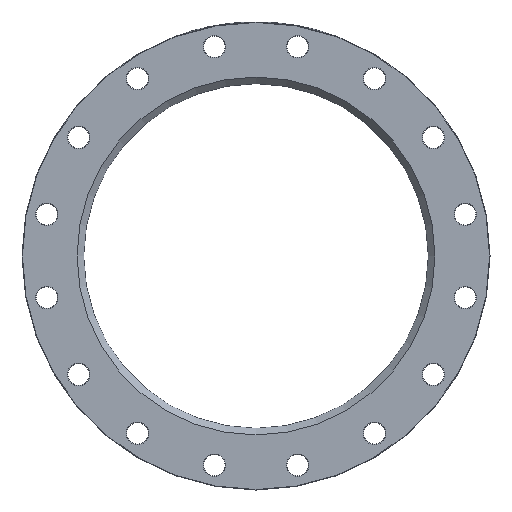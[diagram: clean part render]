
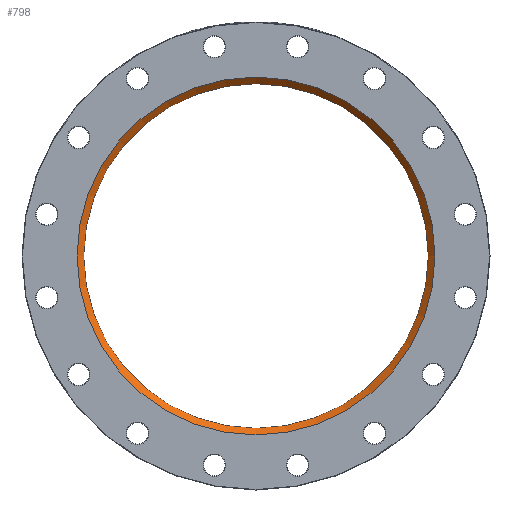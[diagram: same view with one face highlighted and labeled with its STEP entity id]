
A CAD part, left-side view. The second image highlights one B-rep face of the part: STEP entity #798.
In plain terms, the highlighted conical face has half-angle 45 degrees and reference radius 208 mm.
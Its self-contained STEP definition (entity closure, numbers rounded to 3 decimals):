
#220 = FACE_OUTER_BOUND ( 'NONE', #2122, .T. ) ;
#296 = DIRECTION ( 'NONE',  ( -1., 0., 0. ) ) ;
#418 = ORIENTED_EDGE ( 'NONE', *, *, #7621, .F. ) ;
#570 = VERTEX_POINT ( 'NONE', #5364 ) ;
#707 = AXIS2_PLACEMENT_3D ( 'NONE', #5074, #3825, #799 ) ;
#790 = EDGE_LOOP ( 'NONE', ( #1882 ) ) ;
#798 = ADVANCED_FACE ( 'NONE', ( #220, #3408 ), #3678, .F. ) ;
#799 = DIRECTION ( 'NONE',  ( 0., 0., -1. ) ) ;
#1449 = DIRECTION ( 'NONE',  ( 0., 0., -1. ) ) ;
#1882 = ORIENTED_EDGE ( 'NONE', *, *, #3137, .F. ) ;
#2122 = EDGE_LOOP ( 'NONE', ( #418 ) ) ;
#2170 = AXIS2_PLACEMENT_3D ( 'NONE', #6327, #4086, #5811 ) ;
#2188 = CARTESIAN_POINT ( 'NONE',  ( 8., 0., 0. ) ) ;
#2805 = VERTEX_POINT ( 'NONE', #3962 ) ;
#3137 = EDGE_CURVE ( 'NONE', #2805, #2805, #6596, .T. ) ;
#3408 = FACE_BOUND ( 'NONE', #790, .T. ) ;
#3678 = CONICAL_SURFACE ( 'NONE', #2170, 208., 0.785 ) ;
#3825 = DIRECTION ( 'NONE',  ( 1., 0., 0. ) ) ;
#3962 = CARTESIAN_POINT ( 'NONE',  ( 8., 0., -208. ) ) ;
#4086 = DIRECTION ( 'NONE',  ( -1., 0., 0. ) ) ;
#4941 = AXIS2_PLACEMENT_3D ( 'NONE', #2188, #296, #1449 ) ;
#5074 = CARTESIAN_POINT ( 'NONE',  ( 0., 0., 0. ) ) ;
#5364 = CARTESIAN_POINT ( 'NONE',  ( 0., 0., -216. ) ) ;
#5811 = DIRECTION ( 'NONE',  ( 0., 0., 1. ) ) ;
#6327 = CARTESIAN_POINT ( 'NONE',  ( 8., 0., 0. ) ) ;
#6596 = CIRCLE ( 'NONE', #4941, 208. ) ;
#6612 = CIRCLE ( 'NONE', #707, 216. ) ;
#7621 = EDGE_CURVE ( 'NONE', #570, #570, #6612, .T. ) ;
